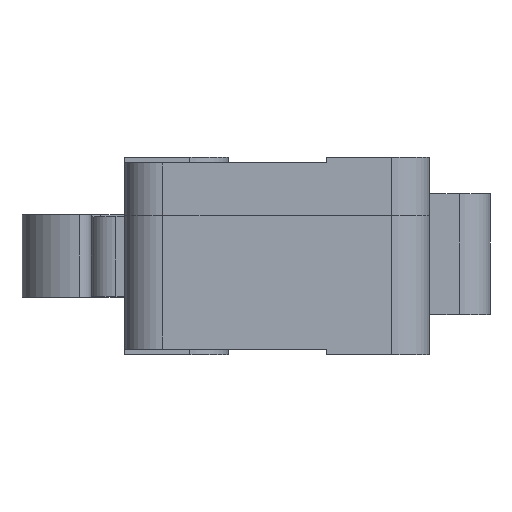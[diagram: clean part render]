
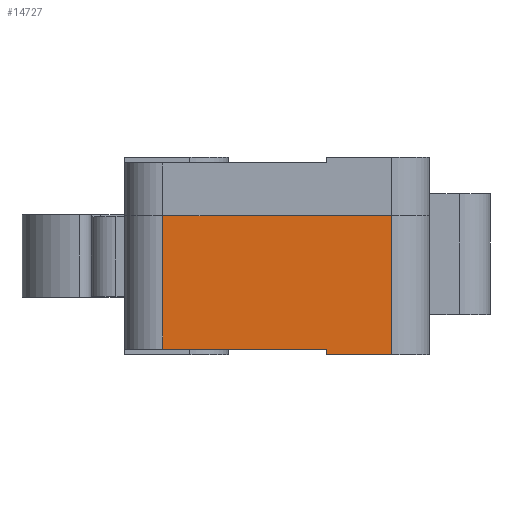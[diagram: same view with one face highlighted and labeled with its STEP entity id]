
A CAD part, left-side view. The second image highlights one B-rep face of the part: STEP entity #14727.
In plain terms, the highlighted planar face has unit normal (-1, 0, 0).
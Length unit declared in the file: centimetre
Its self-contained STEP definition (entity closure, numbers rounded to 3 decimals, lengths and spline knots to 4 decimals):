
#1534=FACE_OUTER_BOUND('',#2371,.T.);
#2371=EDGE_LOOP('',(#13423,#13424,#13425,#13426,#13427,#13428));
#3585=LINE('',#23910,#5172);
#4061=LINE('',#26772,#5648);
#4065=LINE('',#26782,#5652);
#4069=LINE('',#26793,#5656);
#4072=LINE('',#26799,#5659);
#4086=LINE('',#26832,#5673);
#5172=VECTOR('',#17290,1.);
#5648=VECTOR('',#18324,1.);
#5652=VECTOR('',#18332,1.);
#5656=VECTOR('',#18346,1.);
#5659=VECTOR('',#18355,1.);
#5673=VECTOR('',#18397,1.);
#6767=VERTEX_POINT('',#23898);
#6770=VERTEX_POINT('',#23909);
#7067=VERTEX_POINT('',#26768);
#7068=VERTEX_POINT('',#26770);
#7072=VERTEX_POINT('',#26781);
#7074=VERTEX_POINT('',#26791);
#8546=EDGE_CURVE('',#6770,#6767,#3585,.T.);
#9172=EDGE_CURVE('',#7067,#7068,#4061,.T.);
#9177=EDGE_CURVE('',#7072,#7067,#4065,.T.);
#9183=EDGE_CURVE('',#7074,#7068,#4069,.T.);
#9186=EDGE_CURVE('',#7072,#6767,#4072,.T.);
#9202=EDGE_CURVE('',#7074,#6770,#4086,.T.);
#13423=ORIENTED_EDGE('',*,*,#8546,.T.);
#13424=ORIENTED_EDGE('',*,*,#9186,.F.);
#13425=ORIENTED_EDGE('',*,*,#9177,.T.);
#13426=ORIENTED_EDGE('',*,*,#9172,.T.);
#13427=ORIENTED_EDGE('',*,*,#9183,.F.);
#13428=ORIENTED_EDGE('',*,*,#9202,.T.);
#13954=PLANE('',#15432);
#14727=ADVANCED_FACE('',(#1534),#13954,.T.);
#15432=AXIS2_PLACEMENT_3D('',#26831,#18395,#18396);
#17290=DIRECTION('',(0.,1.,0.));
#18324=DIRECTION('',(0.,0.,-1.));
#18332=DIRECTION('',(0.,-1.,0.));
#18346=DIRECTION('',(0.,1.,0.));
#18355=DIRECTION('',(0.,0.,1.));
#18395=DIRECTION('center_axis',(-1.,0.,0.));
#18396=DIRECTION('ref_axis',(0.,0.,1.));
#18397=DIRECTION('',(0.,0.,1.));
#23898=CARTESIAN_POINT('',(-2.89,0.6425,0.725));
#23909=CARTESIAN_POINT('',(-2.89,-0.5475,0.725));
#23910=CARTESIAN_POINT('',(-2.89,0.1475,0.725));
#26768=CARTESIAN_POINT('',(-2.89,-0.2075,0.03));
#26770=CARTESIAN_POINT('',(-2.89,-0.2075,0.));
#26772=CARTESIAN_POINT('',(-2.89,-0.2075,0.));
#26781=CARTESIAN_POINT('',(-2.89,0.6425,0.03));
#26782=CARTESIAN_POINT('',(-2.89,-0.246,0.03));
#26791=CARTESIAN_POINT('',(-2.89,-0.5475,0.));
#26793=CARTESIAN_POINT('',(-2.89,-0.5475,0.));
#26799=CARTESIAN_POINT('',(-2.89,0.6425,0.));
#26831=CARTESIAN_POINT('Origin',(-2.89,-0.5475,0.));
#26832=CARTESIAN_POINT('',(-2.89,-0.5475,0.));
